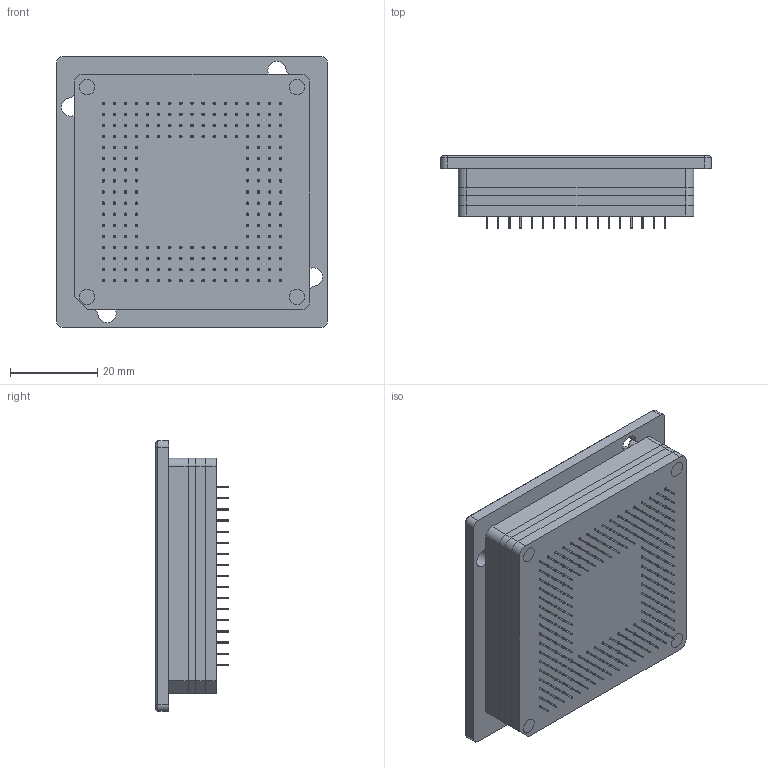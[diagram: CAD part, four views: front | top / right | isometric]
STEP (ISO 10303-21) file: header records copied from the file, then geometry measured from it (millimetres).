
FILE_DESCRIPTION (( 'STEP AP203' ), '1' );
FILE_NAME ('CUW208-2570-17AAEW95.STEP', '2020-09-02T11:30:19', ( '' ), ( '' ), 'SwSTEP 2.0', 'SolidWorks 2016', '' );
FILE_SCHEMA (( 'CONFIG_CONTROL_DESIGN' ));
Length unit declared in the file: millimetre
Products named in the file (1): CUW208-2570-17AAEW95
Bounding box: 62 x 16.7 x 62 mm (x, y, z)
Volume: 41067.5 mm3; surface area: 11665.2 mm2
Topology: 1 solids, 1 shells, 1394 faces, 3640 edges, 2269 vertices
Faces by surface type: cylinder 476, sphere 416, plane 378, bspline 100, cone 24
Entity records: 42888 total; most frequent: CARTESIAN_POINT 12604, DIRECTION 6769, ORIENTED_EDGE 5616, AXIS2_PLACEMENT_3D 2902, EDGE_CURVE 2808, VERTEX_POINT 1853, EDGE_LOOP 1847, CIRCLE 1607
